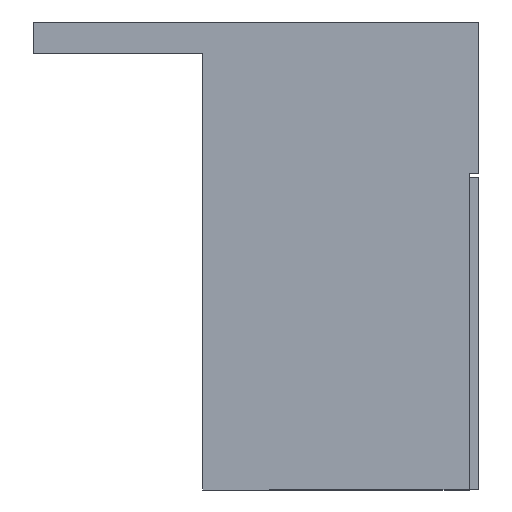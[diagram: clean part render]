
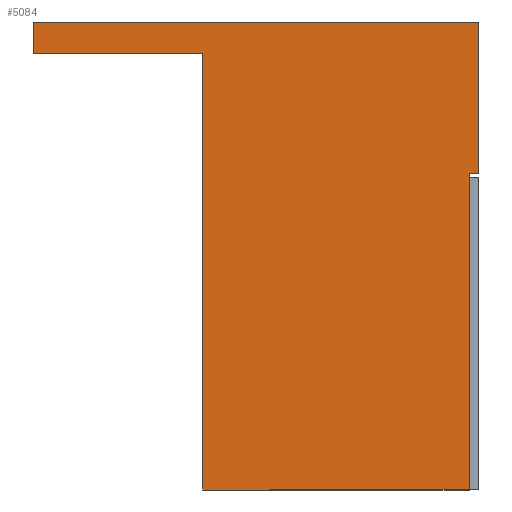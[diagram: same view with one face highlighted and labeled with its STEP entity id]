
A CAD part, front view. The second image highlights one B-rep face of the part: STEP entity #5084.
In plain terms, the highlighted planar face has unit normal (0, -1, 0).
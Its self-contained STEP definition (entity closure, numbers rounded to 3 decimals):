
#157 = CARTESIAN_POINT ( 'NONE',  ( -1.1, -60., -52.5 ) ) ;
#159 = ORIENTED_EDGE ( 'NONE', *, *, #4562, .T. ) ;
#374 = PLANE ( 'NONE',  #3838 ) ;
#387 = EDGE_CURVE ( 'NONE', #4293, #1893, #3809, .T. ) ;
#524 = ORIENTED_EDGE ( 'NONE', *, *, #387, .T. ) ;
#625 = CARTESIAN_POINT ( 'NONE',  ( 0., -60., 0. ) ) ;
#650 = VECTOR ( 'NONE', #2728, 1000. ) ;
#654 = VERTEX_POINT ( 'NONE', #3344 ) ;
#725 = VECTOR ( 'NONE', #835, 1000. ) ;
#835 = DIRECTION ( 'NONE',  ( 1., 0., 0. ) ) ;
#1151 = CARTESIAN_POINT ( 'NONE',  ( -1.1, -60., -17. ) ) ;
#1652 = CARTESIAN_POINT ( 'NONE',  ( -1.1, -60., -17. ) ) ;
#1698 = DIRECTION ( 'NONE',  ( 0., 0., 1. ) ) ;
#1852 = EDGE_CURVE ( 'NONE', #3346, #5022, #2894, .T. ) ;
#1893 = VERTEX_POINT ( 'NONE', #4436 ) ;
#1906 = CARTESIAN_POINT ( 'NONE',  ( 0., -60., -52.5 ) ) ;
#1981 = VERTEX_POINT ( 'NONE', #625 ) ;
#1988 = VECTOR ( 'NONE', #5082, 1000. ) ;
#2117 = ORIENTED_EDGE ( 'NONE', *, *, #4815, .T. ) ;
#2423 = DIRECTION ( 'NONE',  ( 0., -1., 0. ) ) ;
#2448 = DIRECTION ( 'NONE',  ( 0., 0., -1. ) ) ;
#2450 = EDGE_CURVE ( 'NONE', #2763, #4583, #3688, .T. ) ;
#2514 = ORIENTED_EDGE ( 'NONE', *, *, #3497, .T. ) ;
#2555 = ORIENTED_EDGE ( 'NONE', *, *, #2450, .T. ) ;
#2658 = LINE ( 'NONE', #3870, #4177 ) ;
#2684 = DIRECTION ( 'NONE',  ( -1., 0., 0. ) ) ;
#2728 = DIRECTION ( 'NONE',  ( 1., 0., 0. ) ) ;
#2763 = VERTEX_POINT ( 'NONE', #2904 ) ;
#2784 = CARTESIAN_POINT ( 'NONE',  ( -31., -60., -52.5 ) ) ;
#2894 = LINE ( 'NONE', #4766, #4320 ) ;
#2904 = CARTESIAN_POINT ( 'NONE',  ( -1.1, -60., -52.5 ) ) ;
#3010 = CARTESIAN_POINT ( 'NONE',  ( -31., -60., -3.5 ) ) ;
#3152 = LINE ( 'NONE', #1906, #725 ) ;
#3165 = DIRECTION ( 'NONE',  ( 1., 0., 0. ) ) ;
#3178 = CARTESIAN_POINT ( 'NONE',  ( 0., -60., -52.5 ) ) ;
#3187 = EDGE_LOOP ( 'NONE', ( #4169, #2514, #2117, #524, #159, #4375, #4325, #2555 ) ) ;
#3204 = FACE_OUTER_BOUND ( 'NONE', #3187, .T. ) ;
#3222 = VECTOR ( 'NONE', #4050, 1000. ) ;
#3344 = CARTESIAN_POINT ( 'NONE',  ( 0., -60., -17. ) ) ;
#3346 = VERTEX_POINT ( 'NONE', #3010 ) ;
#3424 = CARTESIAN_POINT ( 'NONE',  ( -50., -60., 0. ) ) ;
#3497 = EDGE_CURVE ( 'NONE', #654, #1981, #3901, .T. ) ;
#3518 = LINE ( 'NONE', #3928, #4907 ) ;
#3688 = LINE ( 'NONE', #157, #3703 ) ;
#3703 = VECTOR ( 'NONE', #1698, 1000. ) ;
#3809 = LINE ( 'NONE', #3424, #1988 ) ;
#3811 = EDGE_CURVE ( 'NONE', #5022, #2763, #3152, .T. ) ;
#3838 = AXIS2_PLACEMENT_3D ( 'NONE', #3178, #2423, #4762 ) ;
#3870 = CARTESIAN_POINT ( 'NONE',  ( -27.47, -60., 0. ) ) ;
#3874 = EDGE_CURVE ( 'NONE', #4583, #654, #4683, .T. ) ;
#3901 = LINE ( 'NONE', #4694, #3222 ) ;
#3928 = CARTESIAN_POINT ( 'NONE',  ( -31., -60., -3.5 ) ) ;
#4050 = DIRECTION ( 'NONE',  ( 0., 0., 1. ) ) ;
#4169 = ORIENTED_EDGE ( 'NONE', *, *, #3874, .T. ) ;
#4177 = VECTOR ( 'NONE', #2684, 1000. ) ;
#4293 = VERTEX_POINT ( 'NONE', #4926 ) ;
#4320 = VECTOR ( 'NONE', #2448, 1000. ) ;
#4325 = ORIENTED_EDGE ( 'NONE', *, *, #3811, .T. ) ;
#4375 = ORIENTED_EDGE ( 'NONE', *, *, #1852, .T. ) ;
#4436 = CARTESIAN_POINT ( 'NONE',  ( -50., -60., -3.5 ) ) ;
#4562 = EDGE_CURVE ( 'NONE', #1893, #3346, #3518, .T. ) ;
#4583 = VERTEX_POINT ( 'NONE', #1652 ) ;
#4683 = LINE ( 'NONE', #1151, #650 ) ;
#4694 = CARTESIAN_POINT ( 'NONE',  ( 0., -60., 0. ) ) ;
#4762 = DIRECTION ( 'NONE',  ( 0., 0., -1. ) ) ;
#4766 = CARTESIAN_POINT ( 'NONE',  ( -31., -60., -3.5 ) ) ;
#4815 = EDGE_CURVE ( 'NONE', #1981, #4293, #2658, .T. ) ;
#4907 = VECTOR ( 'NONE', #3165, 1000. ) ;
#4926 = CARTESIAN_POINT ( 'NONE',  ( -50., -60., 0. ) ) ;
#5022 = VERTEX_POINT ( 'NONE', #2784 ) ;
#5082 = DIRECTION ( 'NONE',  ( 0., 0., -1. ) ) ;
#5084 = ADVANCED_FACE ( 'NONE', ( #3204 ), #374, .T. ) ;
